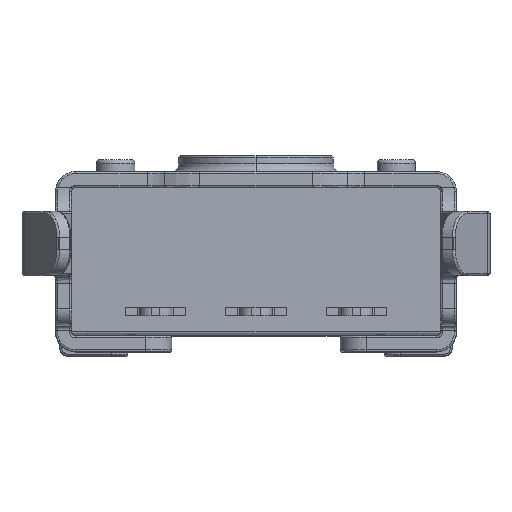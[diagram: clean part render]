
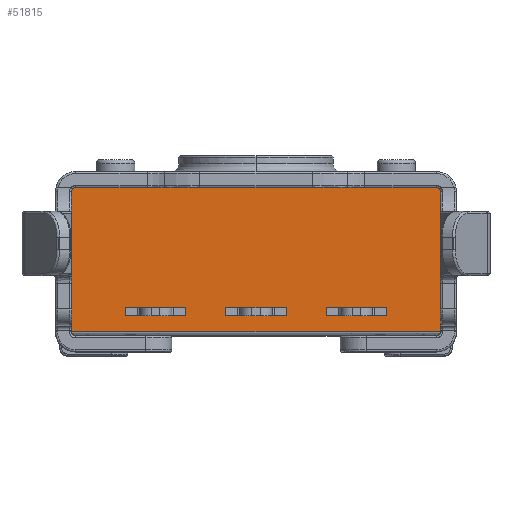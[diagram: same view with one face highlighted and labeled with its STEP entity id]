
A CAD part, top view. The second image highlights one B-rep face of the part: STEP entity #51815.
In plain terms, the highlighted free-form (B-spline) face has degree [1, 1] with [2, 2] control points.
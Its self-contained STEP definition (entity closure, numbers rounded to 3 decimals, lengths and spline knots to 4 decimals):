
#51583 = EDGE_CURVE('',#51584,#51586,#51588,.T.);
#51584 = VERTEX_POINT('',#51585);
#51585 = CARTESIAN_POINT('',(4.3744,0.,
    2.8529));
#51586 = VERTEX_POINT('',#51587);
#51587 = CARTESIAN_POINT('',(4.3744,-3.4234,
    2.8529));
#51588 = B_SPLINE_CURVE_WITH_KNOTS('',1,(#51589,#51590),.UNSPECIFIED.,
  .F.,.F.,(2,2),(-2.7,0.9),.PIECEWISE_BEZIER_KNOTS.);
#51589 = CARTESIAN_POINT('',(4.3744,0.,
    2.8529));
#51590 = CARTESIAN_POINT('',(4.3744,-3.4234,
    2.8529));
#51815 = ADVANCED_FACE('',(#51816,#51846,#51868,#51898),#51928,.F.);
#51816 = FACE_BOUND('',#51817,.T.);
#51817 = EDGE_LOOP('',(#51818,#51827,#51834,#51841));
#51818 = ORIENTED_EDGE('',*,*,#51819,.F.);
#51819 = EDGE_CURVE('',#51820,#51822,#51824,.T.);
#51820 = VERTEX_POINT('',#51821);
#51821 = CARTESIAN_POINT('',(-0.7132,-2.8529,
    2.8529));
#51822 = VERTEX_POINT('',#51823);
#51823 = CARTESIAN_POINT('',(-0.7132,-3.043,
    2.8529));
#51824 = B_SPLINE_CURVE_WITH_KNOTS('',1,(#51825,#51826),.UNSPECIFIED.,
  .F.,.F.,(2,2),(-0.2,-0.),.PIECEWISE_BEZIER_KNOTS.);
#51825 = CARTESIAN_POINT('',(-0.7132,-2.8529,
    2.8529));
#51826 = CARTESIAN_POINT('',(-0.7132,-3.043,
    2.8529));
#51827 = ORIENTED_EDGE('',*,*,#51828,.F.);
#51828 = EDGE_CURVE('',#51829,#51820,#51831,.T.);
#51829 = VERTEX_POINT('',#51830);
#51830 = CARTESIAN_POINT('',(0.7132,-2.8529,
    2.8529));
#51831 = B_SPLINE_CURVE_WITH_KNOTS('',1,(#51832,#51833),.UNSPECIFIED.,
  .F.,.F.,(2,2),(-1.5,-0.),.PIECEWISE_BEZIER_KNOTS.);
#51832 = CARTESIAN_POINT('',(0.7132,-2.8529,
    2.8529));
#51833 = CARTESIAN_POINT('',(-0.7132,-2.8529,
    2.8529));
#51834 = ORIENTED_EDGE('',*,*,#51835,.F.);
#51835 = EDGE_CURVE('',#51836,#51829,#51838,.T.);
#51836 = VERTEX_POINT('',#51837);
#51837 = CARTESIAN_POINT('',(0.7132,-3.043,
    2.8529));
#51838 = B_SPLINE_CURVE_WITH_KNOTS('',1,(#51839,#51840),.UNSPECIFIED.,
  .F.,.F.,(2,2),(0.,0.2),.PIECEWISE_BEZIER_KNOTS.);
#51839 = CARTESIAN_POINT('',(0.7132,-3.043,
    2.8529));
#51840 = CARTESIAN_POINT('',(0.7132,-2.8529,
    2.8529));
#51841 = ORIENTED_EDGE('',*,*,#51842,.F.);
#51842 = EDGE_CURVE('',#51822,#51836,#51843,.T.);
#51843 = B_SPLINE_CURVE_WITH_KNOTS('',1,(#51844,#51845),.UNSPECIFIED.,
  .F.,.F.,(2,2),(0.,1.5),.PIECEWISE_BEZIER_KNOTS.);
#51844 = CARTESIAN_POINT('',(-0.7132,-3.043,
    2.8529));
#51845 = CARTESIAN_POINT('',(0.7132,-3.043,
    2.8529));
#51846 = FACE_BOUND('',#51847,.T.);
#51847 = EDGE_LOOP('',(#51848,#51857,#51862,#51863));
#51848 = ORIENTED_EDGE('',*,*,#51849,.T.);
#51849 = EDGE_CURVE('',#51850,#51852,#51854,.T.);
#51850 = VERTEX_POINT('',#51851);
#51851 = CARTESIAN_POINT('',(-4.3744,0.,
    2.8529));
#51852 = VERTEX_POINT('',#51853);
#51853 = CARTESIAN_POINT('',(-4.3744,-3.4234,
    2.8529));
#51854 = B_SPLINE_CURVE_WITH_KNOTS('',1,(#51855,#51856),.UNSPECIFIED.,
  .F.,.F.,(2,2),(-2.7,0.9),.PIECEWISE_BEZIER_KNOTS.);
#51855 = CARTESIAN_POINT('',(-4.3744,0.,
    2.8529));
#51856 = CARTESIAN_POINT('',(-4.3744,-3.4234,
    2.8529));
#51857 = ORIENTED_EDGE('',*,*,#51858,.T.);
#51858 = EDGE_CURVE('',#51852,#51586,#51859,.T.);
#51859 = B_SPLINE_CURVE_WITH_KNOTS('',1,(#51860,#51861),.UNSPECIFIED.,
  .F.,.F.,(2,2),(-9.2,0.),.PIECEWISE_BEZIER_KNOTS.);
#51860 = CARTESIAN_POINT('',(-4.3744,-3.4234,
    2.8529));
#51861 = CARTESIAN_POINT('',(4.3744,-3.4234,
    2.8529));
#51862 = ORIENTED_EDGE('',*,*,#51583,.F.);
#51863 = ORIENTED_EDGE('',*,*,#51864,.F.);
#51864 = EDGE_CURVE('',#51850,#51584,#51865,.T.);
#51865 = B_SPLINE_CURVE_WITH_KNOTS('',1,(#51866,#51867),.UNSPECIFIED.,
  .F.,.F.,(2,2),(0.,9.2),.PIECEWISE_BEZIER_KNOTS.);
#51866 = CARTESIAN_POINT('',(-4.3744,0.,
    2.8529));
#51867 = CARTESIAN_POINT('',(4.3744,0.,
    2.8529));
#51868 = FACE_BOUND('',#51869,.T.);
#51869 = EDGE_LOOP('',(#51870,#51879,#51886,#51893));
#51870 = ORIENTED_EDGE('',*,*,#51871,.F.);
#51871 = EDGE_CURVE('',#51872,#51874,#51876,.T.);
#51872 = VERTEX_POINT('',#51873);
#51873 = CARTESIAN_POINT('',(-3.0906,-2.8529,
    2.8529));
#51874 = VERTEX_POINT('',#51875);
#51875 = CARTESIAN_POINT('',(-3.0906,-3.043,
    2.8529));
#51876 = B_SPLINE_CURVE_WITH_KNOTS('',1,(#51877,#51878),.UNSPECIFIED.,
  .F.,.F.,(2,2),(0.,0.2),.PIECEWISE_BEZIER_KNOTS.);
#51877 = CARTESIAN_POINT('',(-3.0906,-2.8529,
    2.8529));
#51878 = CARTESIAN_POINT('',(-3.0906,-3.043,
    2.8529));
#51879 = ORIENTED_EDGE('',*,*,#51880,.F.);
#51880 = EDGE_CURVE('',#51881,#51872,#51883,.T.);
#51881 = VERTEX_POINT('',#51882);
#51882 = CARTESIAN_POINT('',(-1.6642,-2.8529,
    2.8529));
#51883 = B_SPLINE_CURVE_WITH_KNOTS('',1,(#51884,#51885),.UNSPECIFIED.,
  .F.,.F.,(2,2),(-1.5,-0.),.PIECEWISE_BEZIER_KNOTS.);
#51884 = CARTESIAN_POINT('',(-1.6642,-2.8529,
    2.8529));
#51885 = CARTESIAN_POINT('',(-3.0906,-2.8529,
    2.8529));
#51886 = ORIENTED_EDGE('',*,*,#51887,.F.);
#51887 = EDGE_CURVE('',#51888,#51881,#51890,.T.);
#51888 = VERTEX_POINT('',#51889);
#51889 = CARTESIAN_POINT('',(-1.6642,-3.043,
    2.8529));
#51890 = B_SPLINE_CURVE_WITH_KNOTS('',1,(#51891,#51892),.UNSPECIFIED.,
  .F.,.F.,(2,2),(-0.2,0.),.PIECEWISE_BEZIER_KNOTS.);
#51891 = CARTESIAN_POINT('',(-1.6642,-3.043,
    2.8529));
#51892 = CARTESIAN_POINT('',(-1.6642,-2.8529,
    2.8529));
#51893 = ORIENTED_EDGE('',*,*,#51894,.F.);
#51894 = EDGE_CURVE('',#51874,#51888,#51895,.T.);
#51895 = B_SPLINE_CURVE_WITH_KNOTS('',1,(#51896,#51897),.UNSPECIFIED.,
  .F.,.F.,(2,2),(0.,1.5),.PIECEWISE_BEZIER_KNOTS.);
#51896 = CARTESIAN_POINT('',(-3.0906,-3.043,
    2.8529));
#51897 = CARTESIAN_POINT('',(-1.6642,-3.043,
    2.8529));
#51898 = FACE_BOUND('',#51899,.T.);
#51899 = EDGE_LOOP('',(#51900,#51909,#51916,#51923));
#51900 = ORIENTED_EDGE('',*,*,#51901,.F.);
#51901 = EDGE_CURVE('',#51902,#51904,#51906,.T.);
#51902 = VERTEX_POINT('',#51903);
#51903 = CARTESIAN_POINT('',(3.0906,-2.8529,
    2.8529));
#51904 = VERTEX_POINT('',#51905);
#51905 = CARTESIAN_POINT('',(1.6642,-2.8529,
    2.8529));
#51906 = B_SPLINE_CURVE_WITH_KNOTS('',1,(#51907,#51908),.UNSPECIFIED.,
  .F.,.F.,(2,2),(0.,1.5),.PIECEWISE_BEZIER_KNOTS.);
#51907 = CARTESIAN_POINT('',(3.0906,-2.8529,
    2.8529));
#51908 = CARTESIAN_POINT('',(1.6642,-2.8529,
    2.8529));
#51909 = ORIENTED_EDGE('',*,*,#51910,.F.);
#51910 = EDGE_CURVE('',#51911,#51902,#51913,.T.);
#51911 = VERTEX_POINT('',#51912);
#51912 = CARTESIAN_POINT('',(3.0906,-3.043,
    2.8529));
#51913 = B_SPLINE_CURVE_WITH_KNOTS('',1,(#51914,#51915),.UNSPECIFIED.,
  .F.,.F.,(2,2),(-0.2,0.),.PIECEWISE_BEZIER_KNOTS.);
#51914 = CARTESIAN_POINT('',(3.0906,-3.043,
    2.8529));
#51915 = CARTESIAN_POINT('',(3.0906,-2.8529,
    2.8529));
#51916 = ORIENTED_EDGE('',*,*,#51917,.F.);
#51917 = EDGE_CURVE('',#51918,#51911,#51920,.T.);
#51918 = VERTEX_POINT('',#51919);
#51919 = CARTESIAN_POINT('',(1.6642,-3.043,
    2.8529));
#51920 = B_SPLINE_CURVE_WITH_KNOTS('',1,(#51921,#51922),.UNSPECIFIED.,
  .F.,.F.,(2,2),(-1.5,0.),.PIECEWISE_BEZIER_KNOTS.);
#51921 = CARTESIAN_POINT('',(1.6642,-3.043,
    2.8529));
#51922 = CARTESIAN_POINT('',(3.0906,-3.043,
    2.8529));
#51923 = ORIENTED_EDGE('',*,*,#51924,.F.);
#51924 = EDGE_CURVE('',#51904,#51918,#51925,.T.);
#51925 = B_SPLINE_CURVE_WITH_KNOTS('',1,(#51926,#51927),.UNSPECIFIED.,
  .F.,.F.,(2,2),(0.,0.2),.PIECEWISE_BEZIER_KNOTS.);
#51926 = CARTESIAN_POINT('',(1.6642,-2.8529,
    2.8529));
#51927 = CARTESIAN_POINT('',(1.6642,-3.043,
    2.8529));
#51928 = B_SPLINE_SURFACE_WITH_KNOTS('',1,1,(
    (#51929,#51930)
    ,(#51931,#51932
    )),.UNSPECIFIED.,.F.,.F.,.F.,(2,2),(2,2),(-0.9,2.7),(0.,9.2),
  .PIECEWISE_BEZIER_KNOTS.);
#51929 = CARTESIAN_POINT('',(-4.3744,-3.4234,
    2.8529));
#51930 = CARTESIAN_POINT('',(4.3744,-3.4234,
    2.8529));
#51931 = CARTESIAN_POINT('',(-4.3744,0.,
    2.8529));
#51932 = CARTESIAN_POINT('',(4.3744,0.,
    2.8529));
